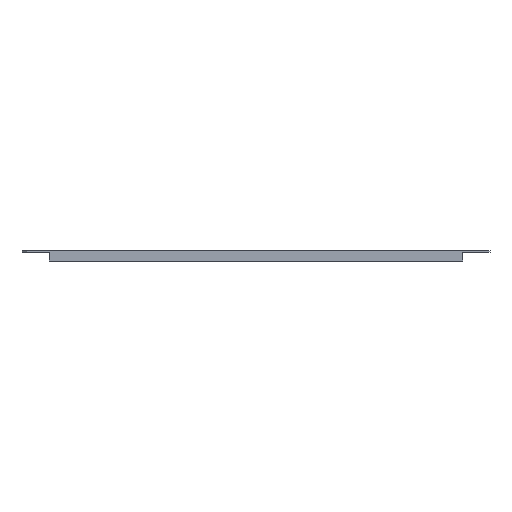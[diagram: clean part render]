
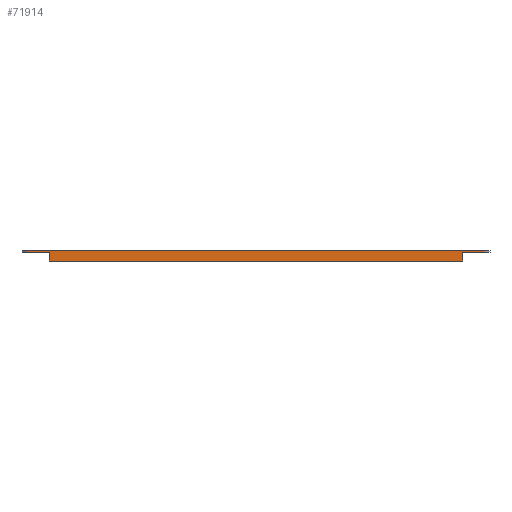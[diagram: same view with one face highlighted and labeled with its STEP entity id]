
A CAD part, front view. The second image highlights one B-rep face of the part: STEP entity #71914.
In plain terms, the highlighted planar face has unit normal (0, -1, 0).
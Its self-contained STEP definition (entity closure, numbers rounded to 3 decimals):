
#41=DIRECTION('',(0.,0.,-1.));
#42=VECTOR('',#41,1.5);
#43=CARTESIAN_POINT('',(7591.277,2488.563,1.5));
#44=LINE('',#43,#42);
#419=DIRECTION('',(1.,0.,0.));
#420=VECTOR('',#419,456.352);
#421=CARTESIAN_POINT('',(7134.926,2488.563,1.5));
#422=LINE('',#421,#420);
#30171=DIRECTION('',(1.,0.,0.));
#30172=VECTOR('',#30171,412.359);
#30173=CARTESIAN_POINT('',(7156.922,2488.563,-8.5));
#30174=LINE('',#30173,#30172);
#30199=DIRECTION('',(1.,0.,0.));
#30200=VECTOR('',#30199,21.996);
#30201=CARTESIAN_POINT('',(7569.281,2488.563,0.));
#30202=LINE('',#30201,#30200);
#30206=DIRECTION('',(0.,0.,-1.));
#30207=VECTOR('',#30206,8.5);
#30208=CARTESIAN_POINT('',(7156.922,2488.563,0.));
#30209=LINE('',#30208,#30207);
#30213=DIRECTION('',(1.,0.,0.));
#30214=VECTOR('',#30213,21.996);
#30215=CARTESIAN_POINT('',(7134.926,2488.563,0.));
#30216=LINE('',#30215,#30214);
#30220=DIRECTION('',(0.,0.,-1.));
#30221=VECTOR('',#30220,1.5);
#30222=CARTESIAN_POINT('',(7134.926,2488.563,1.5));
#30223=LINE('',#30222,#30221);
#30227=DIRECTION('',(0.,0.,-1.));
#30228=VECTOR('',#30227,8.5);
#30229=CARTESIAN_POINT('',(7569.281,2488.563,0.));
#30230=LINE('',#30229,#30228);
#30297=CARTESIAN_POINT('',(7591.277,2488.563,1.5));
#30299=VERTEX_POINT('',#30297);
#30301=CARTESIAN_POINT('',(7591.277,2488.563,0.));
#30302=VERTEX_POINT('',#30301);
#30305=CARTESIAN_POINT('',(7134.926,2488.563,1.5));
#30306=VERTEX_POINT('',#30305);
#30307=CARTESIAN_POINT('',(7134.926,2488.563,0.));
#30308=VERTEX_POINT('',#30307);
#36033=CARTESIAN_POINT('',(7156.922,2488.563,-8.5));
#36034=CARTESIAN_POINT('',(7569.281,2488.563,-8.5));
#36035=VERTEX_POINT('',#36033);
#36036=VERTEX_POINT('',#36034);
#36049=CARTESIAN_POINT('',(7569.281,2488.563,0.));
#36051=VERTEX_POINT('',#36049);
#36055=CARTESIAN_POINT('',(7156.922,2488.563,0.));
#36056=VERTEX_POINT('',#36055);
#71896=CARTESIAN_POINT('',(7363.101,2488.563,0.));
#71897=DIRECTION('',(0.,-1.,0.));
#71898=DIRECTION('',(1.,0.,0.));
#71899=AXIS2_PLACEMENT_3D('',#71896,#71897,#71898);
#71900=PLANE('',#71899);
#71901=ORIENTED_EDGE('',*,*,#39781,.F.);
#71903=ORIENTED_EDGE('',*,*,#71902,.T.);
#71904=ORIENTED_EDGE('',*,*,#71878,.F.);
#71906=ORIENTED_EDGE('',*,*,#71905,.F.);
#71907=ORIENTED_EDGE('',*,*,#39773,.F.);
#71909=ORIENTED_EDGE('',*,*,#71908,.F.);
#71910=ORIENTED_EDGE('',*,*,#36086,.T.);
#71911=ORIENTED_EDGE('',*,*,#36068,.T.);
#71912=EDGE_LOOP('',(#71901,#71903,#71904,#71906,#71907,#71909,#71910,#71911));
#71913=FACE_OUTER_BOUND('',#71912,.F.);
#36068=EDGE_CURVE('',#30299,#30302,#44,.T.);
#36086=EDGE_CURVE('',#30306,#30299,#422,.T.);
#39773=EDGE_CURVE('',#30308,#36056,#30216,.T.);
#39781=EDGE_CURVE('',#36051,#30302,#30202,.T.);
#71878=EDGE_CURVE('',#36035,#36036,#30174,.T.);
#71902=EDGE_CURVE('',#36051,#36036,#30230,.T.);
#71905=EDGE_CURVE('',#36056,#36035,#30209,.T.);
#71908=EDGE_CURVE('',#30306,#30308,#30223,.T.);
#71914=ADVANCED_FACE('',(#71913),#71900,.T.);
